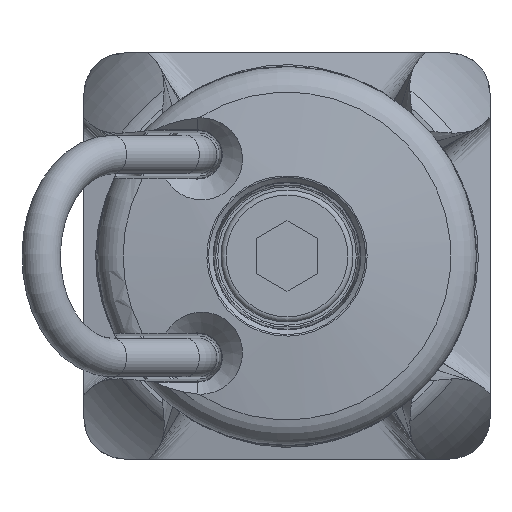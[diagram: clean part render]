
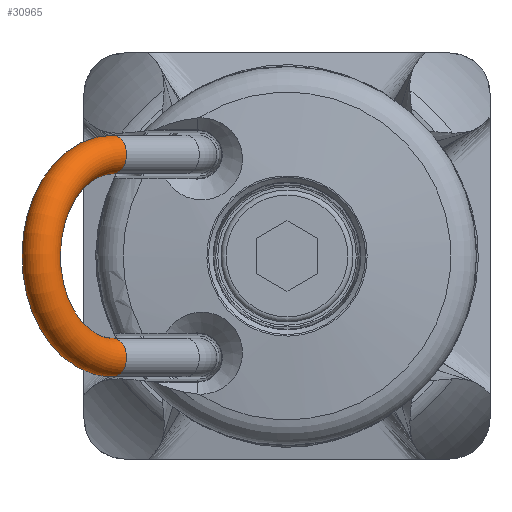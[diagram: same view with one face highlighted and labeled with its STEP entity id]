
A CAD part, left-side view. The second image highlights one B-rep face of the part: STEP entity #30965.
In plain terms, the highlighted toroidal (fillet/blend) face has major radius 10 mm and minor radius 1.9 mm.
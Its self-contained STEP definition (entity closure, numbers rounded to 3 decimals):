
#30899 = CYLINDRICAL_SURFACE('',#30900,1.9);
#30900 = AXIS2_PLACEMENT_3D('',#30901,#30902,#30903);
#30901 = CARTESIAN_POINT('',(10.,8.343,86.));
#30902 = DIRECTION('',(0.,-0.707,-0.707));
#30903 = DIRECTION('',(0.,0.707,-0.707));
#30915 = EDGE_CURVE('',#30916,#30916,#30918,.T.);
#30916 = VERTEX_POINT('',#30917);
#30917 = CARTESIAN_POINT('',(8.1,8.343,86.));
#30918 = SURFACE_CURVE('',#30919,(#30924,#30931),.PCURVE_S1.);
#30919 = CIRCLE('',#30920,1.9);
#30920 = AXIS2_PLACEMENT_3D('',#30921,#30922,#30923);
#30921 = CARTESIAN_POINT('',(10.,8.343,86.));
#30922 = DIRECTION('',(0.,0.707,0.707));
#30923 = DIRECTION('',(-1.,0.,0.));
#30924 = PCURVE('',#30899,#30925);
#30925 = DEFINITIONAL_REPRESENTATION('',(#30926),#30930);
#30926 = LINE('',#30927,#30928);
#30927 = CARTESIAN_POINT('',(10.996,0.));
#30928 = VECTOR('',#30929,1.);
#30929 = DIRECTION('',(-1.,0.));
#30930 = ( GEOMETRIC_REPRESENTATION_CONTEXT(2) 
PARAMETRIC_REPRESENTATION_CONTEXT() REPRESENTATION_CONTEXT('2D SPACE',''
  ) );
#30931 = PCURVE('',#30932,#30937);
#30932 = TOROIDAL_SURFACE('',#30933,10.,1.9);
#30933 = AXIS2_PLACEMENT_3D('',#30934,#30935,#30936);
#30934 = CARTESIAN_POINT('',(0.,8.343,86.));
#30935 = DIRECTION('',(0.,-0.707,0.707));
#30936 = DIRECTION('',(0.,-0.707,-0.707));
#30937 = DEFINITIONAL_REPRESENTATION('',(#30938),#30942);
#30938 = LINE('',#30939,#30940);
#30939 = CARTESIAN_POINT('',(1.571,9.425));
#30940 = VECTOR('',#30941,1.);
#30941 = DIRECTION('',(0.,-1.));
#30942 = ( GEOMETRIC_REPRESENTATION_CONTEXT(2) 
PARAMETRIC_REPRESENTATION_CONTEXT() REPRESENTATION_CONTEXT('2D SPACE',''
  ) );
#30965 = ADVANCED_FACE('',(#30966),#30932,.T.);
#30966 = FACE_BOUND('',#30967,.T.);
#30967 = EDGE_LOOP('',(#30968,#30969,#30999,#31026));
#30968 = ORIENTED_EDGE('',*,*,#30915,.T.);
#30969 = ORIENTED_EDGE('',*,*,#30970,.T.);
#30970 = EDGE_CURVE('',#30916,#30971,#30973,.T.);
#30971 = VERTEX_POINT('',#30972);
#30972 = CARTESIAN_POINT('',(-8.1,8.343,86.));
#30973 = SEAM_CURVE('',#30974,(#30985,#30992),.PCURVE_S1.);
#30974 = B_SPLINE_CURVE_WITH_KNOTS('',9,(#30975,#30976,#30977,#30978,
    #30979,#30980,#30981,#30982,#30983,#30984),.UNSPECIFIED.,.F.,.F.,(10
    ,10),(1.571,4.712),.PIECEWISE_BEZIER_KNOTS.);
#30975 = CARTESIAN_POINT('',(8.1,8.343,86.));
#30976 = CARTESIAN_POINT('',(8.1,10.342,87.999));
#30977 = CARTESIAN_POINT('',(6.99,12.342,
    89.999));
#30978 = CARTESIAN_POINT('',(4.769,13.989,
    91.645));
#30979 = CARTESIAN_POINT('',(1.699,14.931,
    92.588));
#30980 = CARTESIAN_POINT('',(-1.699,14.931,
    92.588));
#30981 = CARTESIAN_POINT('',(-4.769,13.989,
    91.645));
#30982 = CARTESIAN_POINT('',(-6.99,12.342,
    89.999));
#30983 = CARTESIAN_POINT('',(-8.1,10.342,87.999));
#30984 = CARTESIAN_POINT('',(-8.1,8.343,86.));
#30985 = PCURVE('',#30932,#30986);
#30986 = DEFINITIONAL_REPRESENTATION('',(#30987),#30991);
#30987 = LINE('',#30988,#30989);
#30988 = CARTESIAN_POINT('',(0.,3.142));
#30989 = VECTOR('',#30990,1.);
#30990 = DIRECTION('',(1.,0.));
#30991 = ( GEOMETRIC_REPRESENTATION_CONTEXT(2) 
PARAMETRIC_REPRESENTATION_CONTEXT() REPRESENTATION_CONTEXT('2D SPACE',''
  ) );
#30992 = PCURVE('',#30932,#30993);
#30993 = DEFINITIONAL_REPRESENTATION('',(#30994),#30998);
#30994 = LINE('',#30995,#30996);
#30995 = CARTESIAN_POINT('',(0.,9.425));
#30996 = VECTOR('',#30997,1.);
#30997 = DIRECTION('',(1.,0.));
#30998 = ( GEOMETRIC_REPRESENTATION_CONTEXT(2) 
PARAMETRIC_REPRESENTATION_CONTEXT() REPRESENTATION_CONTEXT('2D SPACE',''
  ) );
#30999 = ORIENTED_EDGE('',*,*,#31000,.F.);
#31000 = EDGE_CURVE('',#30971,#30971,#31001,.T.);
#31001 = SURFACE_CURVE('',#31002,(#31007,#31014),.PCURVE_S1.);
#31002 = CIRCLE('',#31003,1.9);
#31003 = AXIS2_PLACEMENT_3D('',#31004,#31005,#31006);
#31004 = CARTESIAN_POINT('',(-10.,8.343,86.));
#31005 = DIRECTION('',(0.,-0.707,
    -0.707));
#31006 = DIRECTION('',(1.,0.,0.));
#31007 = PCURVE('',#30932,#31008);
#31008 = DEFINITIONAL_REPRESENTATION('',(#31009),#31013);
#31009 = LINE('',#31010,#31011);
#31010 = CARTESIAN_POINT('',(4.712,9.425));
#31011 = VECTOR('',#31012,1.);
#31012 = DIRECTION('',(0.,-1.));
#31013 = ( GEOMETRIC_REPRESENTATION_CONTEXT(2) 
PARAMETRIC_REPRESENTATION_CONTEXT() REPRESENTATION_CONTEXT('2D SPACE',''
  ) );
#31014 = PCURVE('',#31015,#31020);
#31015 = CYLINDRICAL_SURFACE('',#31016,1.9);
#31016 = AXIS2_PLACEMENT_3D('',#31017,#31018,#31019);
#31017 = CARTESIAN_POINT('',(-10.,1.172,78.828));
#31018 = DIRECTION('',(0.,0.707,0.707));
#31019 = DIRECTION('',(0.,-0.707,0.707));
#31020 = DEFINITIONAL_REPRESENTATION('',(#31021),#31025);
#31021 = LINE('',#31022,#31023);
#31022 = CARTESIAN_POINT('',(7.854,10.142));
#31023 = VECTOR('',#31024,1.);
#31024 = DIRECTION('',(-1.,0.));
#31025 = ( GEOMETRIC_REPRESENTATION_CONTEXT(2) 
PARAMETRIC_REPRESENTATION_CONTEXT() REPRESENTATION_CONTEXT('2D SPACE',''
  ) );
#31026 = ORIENTED_EDGE('',*,*,#30970,.F.);
